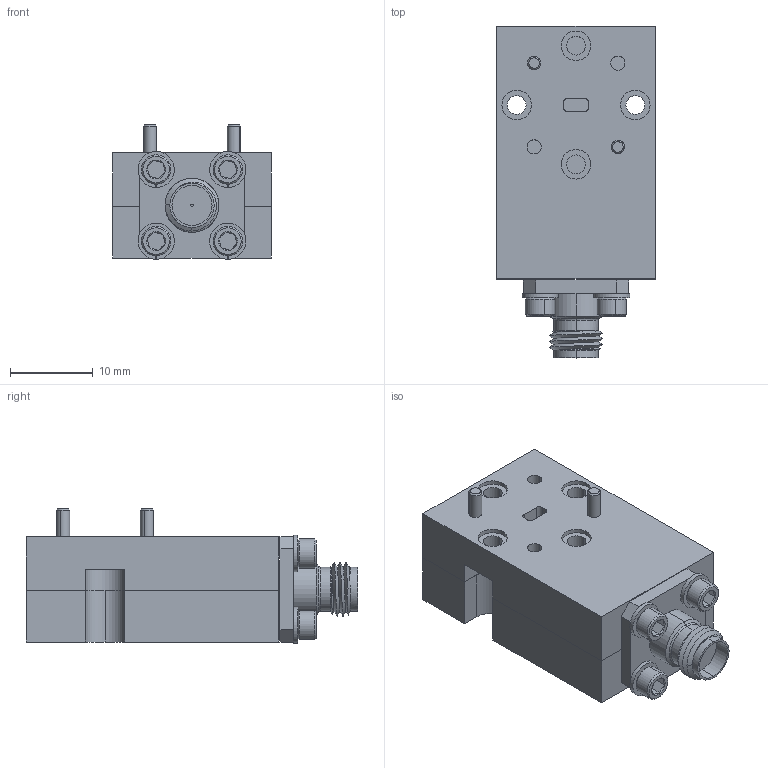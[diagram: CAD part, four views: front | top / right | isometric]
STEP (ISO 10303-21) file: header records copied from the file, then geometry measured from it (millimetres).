
FILE_DESCRIPTION (( 'STEP AP203' ), '1' );
FILE_NAME ('SFP-123KF-S1 .STEP', '2018-08-16T18:46:36', ( '' ), ( '' ), 'SwSTEP 2.0', 'SolidWorks 2016', '' );
FILE_SCHEMA (( 'CONFIG_CONTROL_DESIGN' ));
Length unit declared in the file: inch
Products named in the file (1): SFP-123KF-S1 
Bounding box: 19.05 x 40.01 x 16.22 mm (x, y, z)
Surface area: 4391.5 mm2 (no closed solid volume)
Topology: 0 solids, 19 shells, 317 faces, 765 edges, 476 vertices
Faces by surface type: plane 131, cone 110, cylinder 72, torus 2, bspline 2
Entity records: 10404 total; most frequent: CARTESIAN_POINT 2994, DIRECTION 1604, ORIENTED_EDGE 1354, EDGE_CURVE 765, AXIS2_PLACEMENT_3D 620, VERTEX_POINT 476, EDGE_LOOP 370, VECTOR 364
